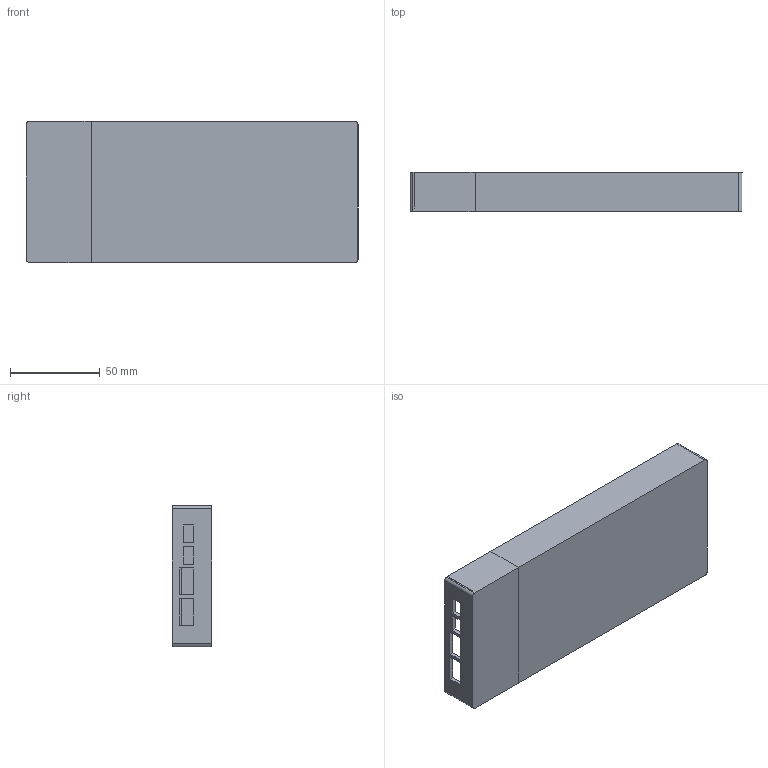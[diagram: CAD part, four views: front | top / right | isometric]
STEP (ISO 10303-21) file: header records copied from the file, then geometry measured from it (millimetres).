
FILE_DESCRIPTION(/* description */ (''),/* implementation_level */ '2;1');
FILE_NAME(/* name */ 'powerbank.step',/* time_stamp */ '2023-03-13T12:37:53+10:00',/* author */ (''),/* organization */ (''),/* preprocessor_version */ 'ST-DEVELOPER v19.2',/* originating_system */ 'Autodesk Translation Framework v11.17.0.187',/* authorisation */ '');
FILE_SCHEMA (('AUTOMOTIVE_DESIGN { 1 0 10303 214 3 1 1 }'));
Length unit declared in the file: millimetre
Products named in the file (4): powerbank; Body; Lid; pb2-1 v3
Assembly tree (3 placements, depth 2):
  powerbank
    Body
    Lid
    pb2-1 v3
Bounding box: 185.32 x 22 x 79.05 mm (x, y, z)
Volume: 52659.9 mm3; surface area: 53541.3 mm2
Topology: 2 solids, 2 shells, 102 faces, 269 edges, 179 vertices
Faces by surface type: plane 94, cylinder 8
Full cylindrical faces by diameter (mm): 1.5 x4
Entity records: 3237 total; most frequent: CARTESIAN_POINT 557, ORIENTED_EDGE 538, DIRECTION 503, EDGE_CURVE 269, LINE 253, VECTOR 253, VERTEX_POINT 179, AXIS2_PLACEMENT_3D 125
